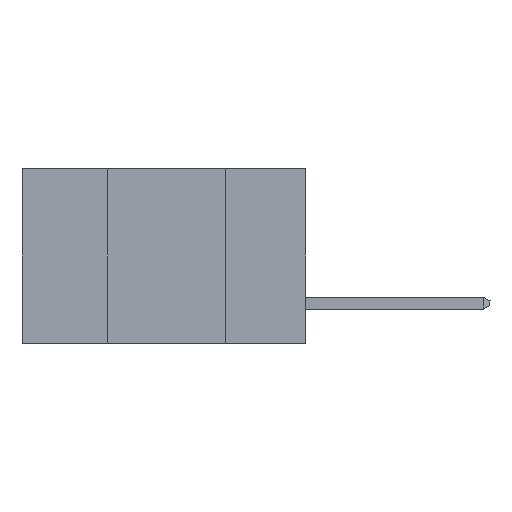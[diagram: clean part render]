
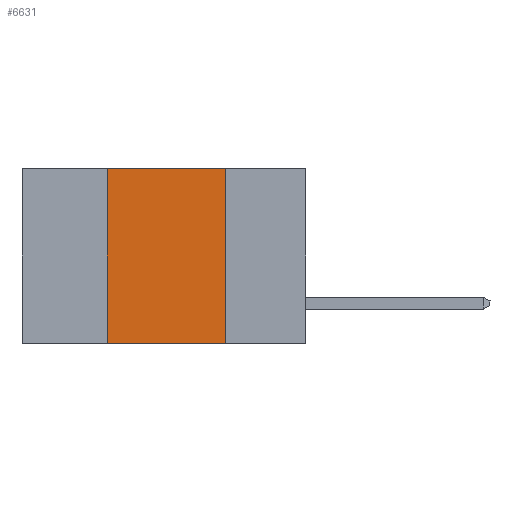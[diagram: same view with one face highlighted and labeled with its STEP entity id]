
A CAD part, left-side view. The second image highlights one B-rep face of the part: STEP entity #6631.
In plain terms, the highlighted planar face has unit normal (-1, 0, 0).
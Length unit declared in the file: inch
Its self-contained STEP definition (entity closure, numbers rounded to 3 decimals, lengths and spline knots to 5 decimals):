
#444 = CARTESIAN_POINT ( 'NONE',  ( 0., 0.17, 0. ) ) ;
#1933 = CARTESIAN_POINT ( 'NONE',  ( 0., 0.42, 0. ) ) ;
#2156 = FACE_OUTER_BOUND ( 'NONE', #19388, .T. ) ;
#2772 = DIRECTION ( 'NONE',  ( 0., 0., 1. ) ) ;
#3260 = CARTESIAN_POINT ( 'NONE',  ( 0., 0.17, -0.37 ) ) ;
#3356 = CARTESIAN_POINT ( 'NONE',  ( 0., 0.6, 0. ) ) ;
#3396 = EDGE_CURVE ( 'NONE', #3571, #16079, #17944, .T. ) ;
#3484 = ORIENTED_EDGE ( 'NONE', *, *, #16218, .F. ) ;
#3571 = VERTEX_POINT ( 'NONE', #1933 ) ;
#5330 = LINE ( 'NONE', #15213, #18377 ) ;
#6631 = ADVANCED_FACE ( 'NONE', ( #2156 ), #18138, .F. ) ;
#7030 = VECTOR ( 'NONE', #9533, 39.37008 ) ;
#8356 = DIRECTION ( 'NONE',  ( 1., 0., 0. ) ) ;
#9533 = DIRECTION ( 'NONE',  ( 0., 0., -1. ) ) ;
#9868 = DIRECTION ( 'NONE',  ( 0., -1., 0. ) ) ;
#10355 = CARTESIAN_POINT ( 'NONE',  ( 0., 0.6, 0. ) ) ;
#12271 = EDGE_CURVE ( 'NONE', #16604, #20344, #5330, .T. ) ;
#12506 = ORIENTED_EDGE ( 'NONE', *, *, #3396, .F. ) ;
#13828 = ORIENTED_EDGE ( 'NONE', *, *, #12271, .T. ) ;
#13846 = CARTESIAN_POINT ( 'NONE',  ( 0., 0.42, -0.37 ) ) ;
#15016 = DIRECTION ( 'NONE',  ( 0., -1., 0. ) ) ;
#15213 = CARTESIAN_POINT ( 'NONE',  ( 0., 0.6, -0.37 ) ) ;
#16079 = VERTEX_POINT ( 'NONE', #444 ) ;
#16218 = EDGE_CURVE ( 'NONE', #16604, #3571, #18638, .T. ) ;
#16264 = VECTOR ( 'NONE', #9868, 39.37008 ) ;
#16604 = VERTEX_POINT ( 'NONE', #18817 ) ;
#17329 = ORIENTED_EDGE ( 'NONE', *, *, #18400, .F. ) ;
#17944 = LINE ( 'NONE', #3356, #16264 ) ;
#18138 = PLANE ( 'NONE',  #20145 ) ;
#18377 = VECTOR ( 'NONE', #15016, 39.37008 ) ;
#18400 = EDGE_CURVE ( 'NONE', #16079, #20344, #20899, .T. ) ;
#18551 = DIRECTION ( 'NONE',  ( 0., 0., -1. ) ) ;
#18638 = LINE ( 'NONE', #13846, #21026 ) ;
#18817 = CARTESIAN_POINT ( 'NONE',  ( 0., 0.42, -0.37 ) ) ;
#19388 = EDGE_LOOP ( 'NONE', ( #17329, #12506, #3484, #13828 ) ) ;
#20145 = AXIS2_PLACEMENT_3D ( 'NONE', #10355, #8356, #18551 ) ;
#20344 = VERTEX_POINT ( 'NONE', #3260 ) ;
#20899 = LINE ( 'NONE', #21002, #7030 ) ;
#21002 = CARTESIAN_POINT ( 'NONE',  ( 0., 0.17, -0.37 ) ) ;
#21026 = VECTOR ( 'NONE', #2772, 39.37008 ) ;
